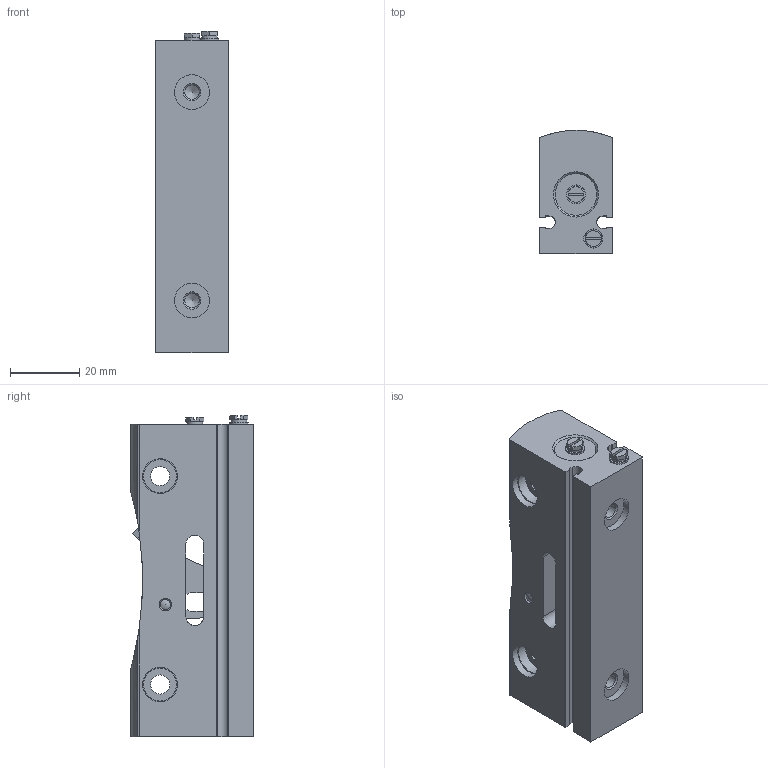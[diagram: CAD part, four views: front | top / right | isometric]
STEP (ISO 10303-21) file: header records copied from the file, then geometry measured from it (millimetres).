
FILE_DESCRIPTION(/* description */ ('STEP AP214'),/* implementation_level */ '2;1');
FILE_NAME(/* name */ '1492072_DADM-EP-G6-10',/* time_stamp */ '2024-08-08T14:47:32+02:00',/* author */ ('License CC BY-ND 4.0'),/* organization */ ('CADENAS'),/* preprocessor_version */ 'ST-DEVELOPER v19.3',/* originating_system */ 'PARTsolutions',/* authorisation */ ' ');
FILE_SCHEMA (('AUTOMOTIVE_DESIGN {1 0 10303 214 3 1 1}'));
Length unit declared in the file: millimetre
Products named in the file (4): 1492072 DADM-EP-G6-10---(47.5); 1492072 DADM-EP-G6-10---(p1); 1492072 DADM-EP-G6-10---(hebel); 30979 B-M3-S9
Assembly tree (4 placements, depth 2):
  1492072 DADM-EP-G6-10---(47.5)
    1492072 DADM-EP-G6-10---(p1)
    1492072 DADM-EP-G6-10---(hebel)
    30979 B-M3-S9  x2
Bounding box: 21 x 35.4 x 92.5 mm (x, y, z)
Volume: 51870.3 mm3; surface area: 18575.7 mm2
Topology: 4 solids, 4 shells, 211 faces, 514 edges, 328 vertices
Faces by surface type: plane 103, cylinder 70, cone 32, torus 4, sphere 2
Full cylindrical faces by diameter (mm): 2.4 x2, 2.459 x4, 2.5 x2, 3 x6, 4.134 x2, 4.5 x4, 5.5 x4, 9.5 x4, 10 x6
Entity records: 6086 total; most frequent: CARTESIAN_POINT 953, DIRECTION 862, ORIENTED_EDGE 746, EDGE_CURVE 373, AXIS2_PLACEMENT_3D 336, VERTEX_POINT 275, FACE_BOUND 262, EDGE_LOOP 256
